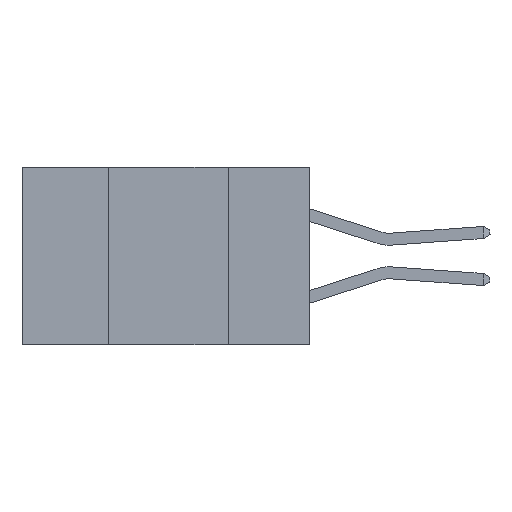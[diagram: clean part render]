
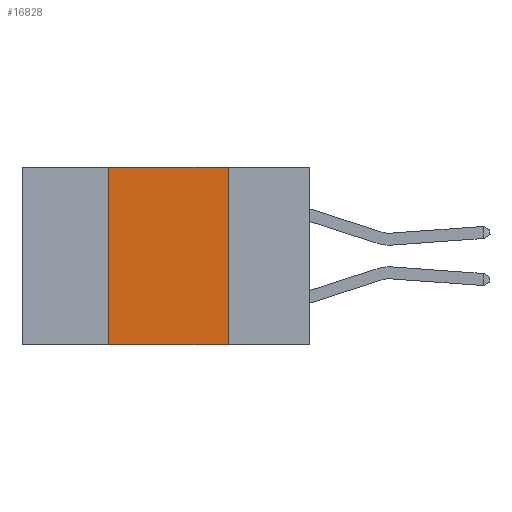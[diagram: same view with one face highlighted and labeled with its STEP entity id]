
A CAD part, left-side view. The second image highlights one B-rep face of the part: STEP entity #16828.
In plain terms, the highlighted planar face has unit normal (-1, 0, 0).
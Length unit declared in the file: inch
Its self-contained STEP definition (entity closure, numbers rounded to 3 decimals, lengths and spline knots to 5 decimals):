
#525 = CARTESIAN_POINT ( 'NONE',  ( 0., 0.42, -0.37 ) ) ;
#676 = LINE ( 'NONE', #15634, #14921 ) ;
#919 = ORIENTED_EDGE ( 'NONE', *, *, #5815, .F. ) ;
#2705 = ORIENTED_EDGE ( 'NONE', *, *, #15817, .F. ) ;
#4131 = DIRECTION ( 'NONE',  ( 0., 0., 1. ) ) ;
#4486 = CARTESIAN_POINT ( 'NONE',  ( 0., 0.6, 0. ) ) ;
#5226 = PLANE ( 'NONE',  #20546 ) ;
#5815 = EDGE_CURVE ( 'NONE', #8485, #16033, #23986, .T. ) ;
#7072 = CARTESIAN_POINT ( 'NONE',  ( 0., 0.6, 0. ) ) ;
#7189 = VECTOR ( 'NONE', #8453, 39.37008 ) ;
#8453 = DIRECTION ( 'NONE',  ( 0., -1., 0. ) ) ;
#8485 = VERTEX_POINT ( 'NONE', #20175 ) ;
#9106 = FACE_OUTER_BOUND ( 'NONE', #21367, .T. ) ;
#9461 = CARTESIAN_POINT ( 'NONE',  ( 0., 0.17, 0. ) ) ;
#10039 = EDGE_CURVE ( 'NONE', #22585, #8485, #676, .T. ) ;
#10774 = ORIENTED_EDGE ( 'NONE', *, *, #10039, .F. ) ;
#10813 = DIRECTION ( 'NONE',  ( 0., 0., -1. ) ) ;
#11071 = DIRECTION ( 'NONE',  ( 1., 0., 0. ) ) ;
#11553 = DIRECTION ( 'NONE',  ( 0., 0., -1. ) ) ;
#13315 = DIRECTION ( 'NONE',  ( 0., -1., 0. ) ) ;
#13468 = CARTESIAN_POINT ( 'NONE',  ( 0., 0.6, -0.37 ) ) ;
#13615 = CARTESIAN_POINT ( 'NONE',  ( 0., 0.17, 0. ) ) ;
#13955 = LINE ( 'NONE', #13468, #15402 ) ;
#14897 = EDGE_CURVE ( 'NONE', #22585, #14989, #13955, .T. ) ;
#14921 = VECTOR ( 'NONE', #4131, 39.37008 ) ;
#14989 = VERTEX_POINT ( 'NONE', #21241 ) ;
#15085 = VECTOR ( 'NONE', #11553, 39.37008 ) ;
#15402 = VECTOR ( 'NONE', #13315, 39.37008 ) ;
#15634 = CARTESIAN_POINT ( 'NONE',  ( 0., 0.42, 0. ) ) ;
#15817 = EDGE_CURVE ( 'NONE', #16033, #14989, #15952, .T. ) ;
#15952 = LINE ( 'NONE', #9461, #15085 ) ;
#16033 = VERTEX_POINT ( 'NONE', #13615 ) ;
#16828 = ADVANCED_FACE ( 'NONE', ( #9106 ), #5226, .F. ) ;
#20175 = CARTESIAN_POINT ( 'NONE',  ( 0., 0.42, 0. ) ) ;
#20546 = AXIS2_PLACEMENT_3D ( 'NONE', #7072, #11071, #10813 ) ;
#21241 = CARTESIAN_POINT ( 'NONE',  ( 0., 0.17, -0.37 ) ) ;
#21367 = EDGE_LOOP ( 'NONE', ( #2705, #919, #10774, #22127 ) ) ;
#22127 = ORIENTED_EDGE ( 'NONE', *, *, #14897, .T. ) ;
#22585 = VERTEX_POINT ( 'NONE', #525 ) ;
#23986 = LINE ( 'NONE', #4486, #7189 ) ;
